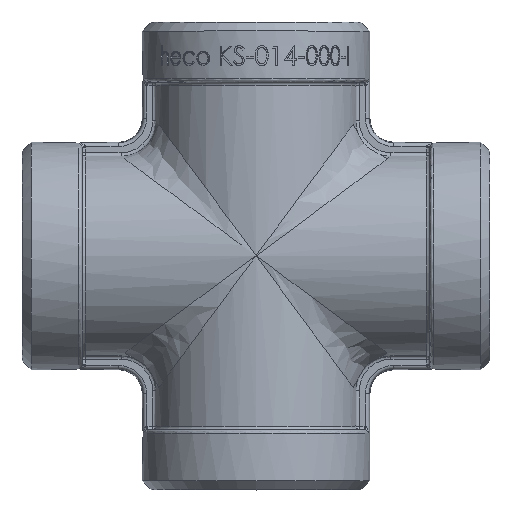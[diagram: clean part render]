
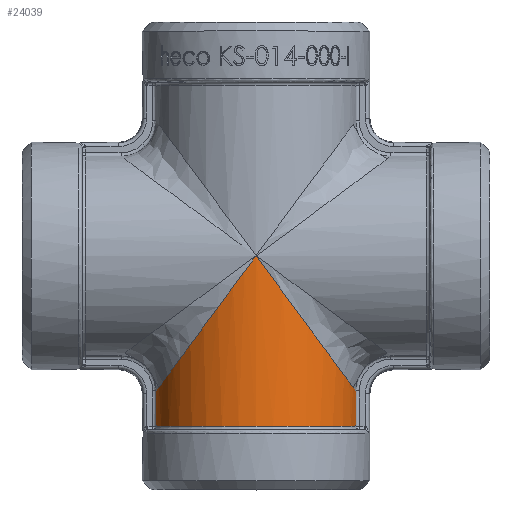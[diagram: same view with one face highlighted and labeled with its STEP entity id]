
A CAD part, top view. The second image highlights one B-rep face of the part: STEP entity #24039.
In plain terms, the highlighted cylindrical face has radius 8.5 mm (diameter 17 mm), a partial arc.
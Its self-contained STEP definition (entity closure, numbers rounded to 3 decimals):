
#1118 = CARTESIAN_POINT ( 'NONE',  ( 8.32, -14.2, 1.739 ) ) ;
#1161 = CARTESIAN_POINT ( 'NONE',  ( 8.32, -11.257, 1.739 ) ) ;
#1170 = CARTESIAN_POINT ( 'NONE',  ( -8.32, -14.2, 1.739 ) ) ;
#1176 = CARTESIAN_POINT ( 'NONE',  ( -8.32, -11.257, 1.739 ) ) ;
#3377 = FACE_OUTER_BOUND ( 'NONE', #7839, .T. ) ;
#3399 = CYLINDRICAL_SURFACE ( 'NONE', #3780, 8.5 ) ;
#3426 = DIRECTION ( 'NONE',  ( 1., 0., 0. ) ) ;
#3429 = CARTESIAN_POINT ( 'NONE',  ( 0., 7.25, 0. ) ) ;
#3430 = DIRECTION ( 'NONE',  ( 0., 1., 0. ) ) ;
#3780 = AXIS2_PLACEMENT_3D ( 'NONE', #3429, #3430, #3426 ) ;
#7839 = EDGE_LOOP ( 'NONE', ( #11085, #11172, #11048, #11173, #11102 ) ) ;
#8566 = CIRCLE ( 'NONE', #8591, 8.5 ) ;
#8571 = VECTOR ( 'NONE', #9078, 1000. ) ;
#8581 = VECTOR ( 'NONE', #9042, 1000. ) ;
#8591 = AXIS2_PLACEMENT_3D ( 'NONE', #9076, #9058, #9054 ) ;
#8998 = CARTESIAN_POINT ( 'NONE',  ( 0., 0., 8.5 ) ) ;
#9000 = CARTESIAN_POINT ( 'NONE',  ( 1.657, -2.242, 8.5 ) ) ;
#9042 = DIRECTION ( 'NONE',  ( 0., 1., 0. ) ) ;
#9054 = DIRECTION ( 'NONE',  ( -1., 0., 0. ) ) ;
#9055 = CARTESIAN_POINT ( 'NONE',  ( 7.215, -9.761, 4.892 ) ) ;
#9058 = DIRECTION ( 'NONE',  ( 0., -1., 0. ) ) ;
#9064 = CARTESIAN_POINT ( 'NONE',  ( 4.414, -5.972, 7.668 ) ) ;
#9070 = CARTESIAN_POINT ( 'NONE',  ( 8.094, -10.951, 2.82 ) ) ;
#9073 = CARTESIAN_POINT ( 'NONE',  ( 8.32, -11.257, 1.739 ) ) ;
#9076 = CARTESIAN_POINT ( 'NONE',  ( 0., -14.2, 0. ) ) ;
#9077 = CARTESIAN_POINT ( 'NONE',  ( 8.32, 7.25, 1.739 ) ) ;
#9078 = DIRECTION ( 'NONE',  ( 0., -1., 0. ) ) ;
#9083 = LINE ( 'NONE', #9085, #8581 ) ;
#9085 = CARTESIAN_POINT ( 'NONE',  ( -8.32, 7.25, 1.739 ) ) ;
#9087 = LINE ( 'NONE', #9077, #8571 ) ;
#9141 = CARTESIAN_POINT ( 'NONE',  ( -5.661, -7.658, 6.509 ) ) ;
#9156 = CARTESIAN_POINT ( 'NONE',  ( -8.32, -11.257, 1.739 ) ) ;
#9158 = CARTESIAN_POINT ( 'NONE',  ( -3.315, -4.484, 8.064 ) ) ;
#9165 = CARTESIAN_POINT ( 'NONE',  ( -1.105, -1.495, 8.5 ) ) ;
#9172 = CARTESIAN_POINT ( 'NONE',  ( 0., 0., 8.5 ) ) ;
#9179 = CARTESIAN_POINT ( 'NONE',  ( -8.094, -10.951, 2.82 ) ) ;
#9185 = CARTESIAN_POINT ( 'NONE',  ( -7.434, -10.058, 4.374 ) ) ;
#11048 = ORIENTED_EDGE ( 'NONE', *, *, #24305, .F. ) ;
#11085 = ORIENTED_EDGE ( 'NONE', *, *, #24279, .F. ) ;
#11093 = VERTEX_POINT ( 'NONE', #21210 ) ;
#11102 = ORIENTED_EDGE ( 'NONE', *, *, #24273, .F. ) ;
#11172 = ORIENTED_EDGE ( 'NONE', *, *, #24274, .F. ) ;
#11173 = ORIENTED_EDGE ( 'NONE', *, *, #24282, .F. ) ;
#14880 = B_SPLINE_CURVE_WITH_KNOTS ( 'NONE', 3,
 ( #9156, #9179, #9185, #9141, #9158, #9165, #9172 ),
 .UNSPECIFIED., .F., .F.,
 ( 4, 1, 1, 1, 4 ),
 ( 0., 0.286, 0.429, 0.714, 1. ),
 .UNSPECIFIED. ) ;
#14893 = B_SPLINE_CURVE_WITH_KNOTS ( 'NONE', 3,
 ( #8998, #9000, #9064, #9055, #9070, #9073 ),
 .UNSPECIFIED., .F., .F.,
 ( 4, 1, 1, 4 ),
 ( 0., 0.429, 0.714, 1. ),
 .UNSPECIFIED. ) ;
#15671 = VERTEX_POINT ( 'NONE', #1161 ) ;
#15690 = VERTEX_POINT ( 'NONE', #1176 ) ;
#15692 = VERTEX_POINT ( 'NONE', #1170 ) ;
#15722 = VERTEX_POINT ( 'NONE', #1118 ) ;
#21210 = CARTESIAN_POINT ( 'NONE',  ( 0., 0., 8.5 ) ) ;
#24039 = ADVANCED_FACE ( 'NONE', ( #3377 ), #3399, .T. ) ;
#24273 = EDGE_CURVE ( 'NONE', #15722, #15692, #8566, .T. ) ;
#24274 = EDGE_CURVE ( 'NONE', #11093, #15671, #14893, .T. ) ;
#24279 = EDGE_CURVE ( 'NONE', #15671, #15722, #9087, .T. ) ;
#24282 = EDGE_CURVE ( 'NONE', #15692, #15690, #9083, .T. ) ;
#24305 = EDGE_CURVE ( 'NONE', #15690, #11093, #14880, .T. ) ;
